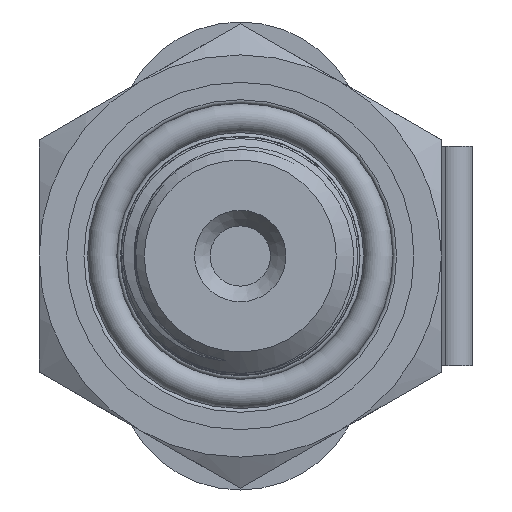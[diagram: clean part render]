
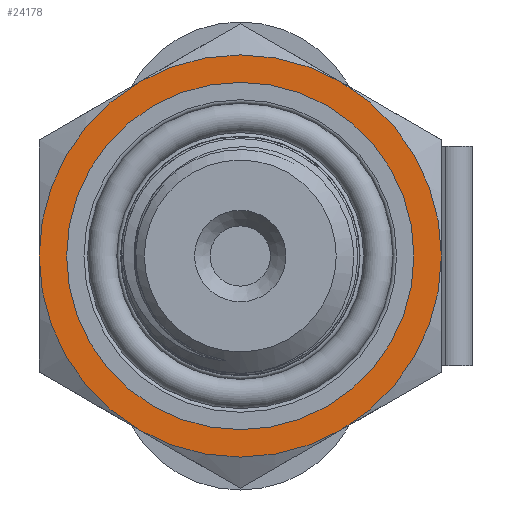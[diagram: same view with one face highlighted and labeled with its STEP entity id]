
A CAD part, left-side view. The second image highlights one B-rep face of the part: STEP entity #24178.
In plain terms, the highlighted planar face has unit normal (-1, 0, 0).
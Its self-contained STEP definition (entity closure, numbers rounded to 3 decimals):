
#534=FACE_BOUND('',#3140,.T.);
#722=PLANE('',#25414);
#1725=FACE_OUTER_BOUND('',#3139,.T.);
#3139=EDGE_LOOP('',(#18024,#18025,#18026,#18027,#18028,#18029));
#3140=EDGE_LOOP('',(#18030));
#4282=CIRCLE('',#25348,11.);
#4283=CIRCLE('',#25350,11.);
#4284=CIRCLE('',#25352,11.);
#4285=CIRCLE('',#25354,11.);
#4286=CIRCLE('',#25356,11.);
#4287=CIRCLE('',#25358,11.);
#4315=CIRCLE('',#25413,9.5);
#10610=VERTEX_POINT('',#41919);
#10611=VERTEX_POINT('',#41923);
#10613=VERTEX_POINT('',#41930);
#10615=VERTEX_POINT('',#41940);
#10617=VERTEX_POINT('',#41953);
#10619=VERTEX_POINT('',#41963);
#10649=VERTEX_POINT('',#45072);
#13314=EDGE_CURVE('',#10610,#10611,#4282,.T.);
#13317=EDGE_CURVE('',#10613,#10610,#4283,.T.);
#13320=EDGE_CURVE('',#10615,#10613,#4284,.T.);
#13322=EDGE_CURVE('',#10617,#10615,#4285,.T.);
#13325=EDGE_CURVE('',#10619,#10617,#4286,.T.);
#13328=EDGE_CURVE('',#10611,#10619,#4287,.T.);
#13386=EDGE_CURVE('',#10649,#10649,#4315,.T.);
#18024=ORIENTED_EDGE('',*,*,#13328,.T.);
#18025=ORIENTED_EDGE('',*,*,#13325,.T.);
#18026=ORIENTED_EDGE('',*,*,#13322,.T.);
#18027=ORIENTED_EDGE('',*,*,#13320,.T.);
#18028=ORIENTED_EDGE('',*,*,#13317,.T.);
#18029=ORIENTED_EDGE('',*,*,#13314,.T.);
#18030=ORIENTED_EDGE('',*,*,#13386,.T.);
#24178=ADVANCED_FACE('',(#1725,#534),#722,.T.);
#25348=AXIS2_PLACEMENT_3D('',#41927,#27555,#27556);
#25350=AXIS2_PLACEMENT_3D('',#41937,#27559,#27560);
#25352=AXIS2_PLACEMENT_3D('',#41947,#27563,#27564);
#25354=AXIS2_PLACEMENT_3D('',#41954,#27567,#27568);
#25356=AXIS2_PLACEMENT_3D('',#41964,#27571,#27572);
#25358=AXIS2_PLACEMENT_3D('',#41973,#27575,#27576);
#25413=AXIS2_PLACEMENT_3D('',#45073,#27695,#27696);
#25414=AXIS2_PLACEMENT_3D('',#45075,#27698,#27699);
#27555=DIRECTION('center_axis',(-1.,0.,0.));
#27556=DIRECTION('ref_axis',(0.,1.,0.));
#27559=DIRECTION('center_axis',(-1.,0.,0.));
#27560=DIRECTION('ref_axis',(0.,1.,0.));
#27563=DIRECTION('center_axis',(-1.,0.,0.));
#27564=DIRECTION('ref_axis',(0.,1.,0.));
#27567=DIRECTION('center_axis',(-1.,0.,0.));
#27568=DIRECTION('ref_axis',(0.,1.,0.));
#27571=DIRECTION('center_axis',(-1.,0.,0.));
#27572=DIRECTION('ref_axis',(0.,1.,0.));
#27575=DIRECTION('center_axis',(-1.,0.,0.));
#27576=DIRECTION('ref_axis',(0.,1.,0.));
#27695=DIRECTION('center_axis',(1.,0.,0.));
#27696=DIRECTION('ref_axis',(0.,0.,-1.));
#27698=DIRECTION('center_axis',(-1.,0.,0.));
#27699=DIRECTION('ref_axis',(0.,0.,1.));
#41919=CARTESIAN_POINT('',(-36.6,5.5,9.526));
#41923=CARTESIAN_POINT('',(-36.6,11.,0.));
#41927=CARTESIAN_POINT('Origin',(-36.6,0.,0.));
#41930=CARTESIAN_POINT('',(-36.6,-5.5,9.526));
#41937=CARTESIAN_POINT('Origin',(-36.6,0.,0.));
#41940=CARTESIAN_POINT('',(-36.6,-11.,0.));
#41947=CARTESIAN_POINT('Origin',(-36.6,0.,0.));
#41953=CARTESIAN_POINT('',(-36.6,-5.5,-9.526));
#41954=CARTESIAN_POINT('Origin',(-36.6,0.,0.));
#41963=CARTESIAN_POINT('',(-36.6,5.5,-9.526));
#41964=CARTESIAN_POINT('Origin',(-36.6,0.,0.));
#41973=CARTESIAN_POINT('Origin',(-36.6,0.,0.));
#45072=CARTESIAN_POINT('',(-36.6,-9.5,0.));
#45073=CARTESIAN_POINT('Origin',(-36.6,0.,0.));
#45075=CARTESIAN_POINT('Origin',(-36.6,11.,0.));
